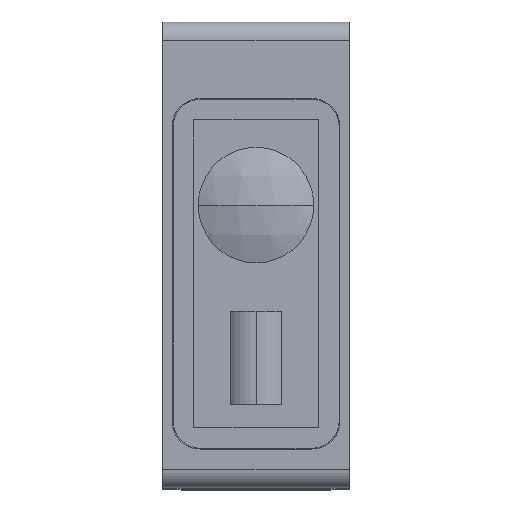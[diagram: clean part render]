
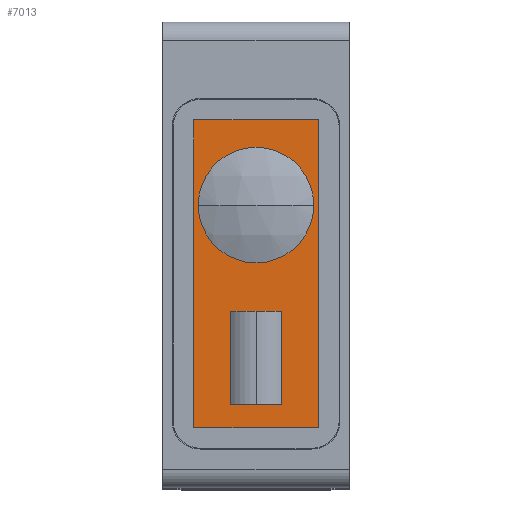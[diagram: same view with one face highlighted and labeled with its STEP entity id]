
A CAD part, top view. The second image highlights one B-rep face of the part: STEP entity #7013.
In plain terms, the highlighted planar face has unit normal (0, 0, 1).
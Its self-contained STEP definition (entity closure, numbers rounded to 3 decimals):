
#147 = DIRECTION ( 'NONE',  ( 0., 0., 1. ) ) ;
#653 = DIRECTION ( 'NONE',  ( 0., 1., 0. ) ) ;
#765 = AXIS2_PLACEMENT_3D ( 'NONE', #5481, #147, #6400 ) ;
#891 = VERTEX_POINT ( 'NONE', #11517 ) ;
#957 = DIRECTION ( 'NONE',  ( 0., 1., 0. ) ) ;
#1135 = PLANE ( 'NONE',  #7251 ) ;
#1367 = CARTESIAN_POINT ( 'NONE',  ( -2.762, -6.007, 23.4 ) ) ;
#1505 = DIRECTION ( 'NONE',  ( 0., 0., 1. ) ) ;
#1568 = ORIENTED_EDGE ( 'NONE', *, *, #11132, .T. ) ;
#1786 = VECTOR ( 'NONE', #10098, 1000. ) ;
#1790 = CARTESIAN_POINT ( 'NONE',  ( 2.762, -16.007, 23.4 ) ) ;
#1793 = ORIENTED_EDGE ( 'NONE', *, *, #11262, .F. ) ;
#1964 = FACE_BOUND ( 'NONE', #6550, .T. ) ;
#2192 = CARTESIAN_POINT ( 'NONE',  ( -6.68, 14.493, 23.4 ) ) ;
#2247 = VECTOR ( 'NONE', #5048, 1000. ) ;
#2363 = CARTESIAN_POINT ( 'NONE',  ( 0., 5.366, 23.4 ) ) ;
#2487 = CARTESIAN_POINT ( 'NONE',  ( -2.762, -16.007, 23.4 ) ) ;
#2725 = CIRCLE ( 'NONE', #3798, 6.196 ) ;
#2839 = VERTEX_POINT ( 'NONE', #2192 ) ;
#2992 = EDGE_CURVE ( 'NONE', #6137, #2839, #9166, .T. ) ;
#3074 = ORIENTED_EDGE ( 'NONE', *, *, #2992, .T. ) ;
#3124 = CARTESIAN_POINT ( 'NONE',  ( -6.68, -18.507, 23.4 ) ) ;
#3248 = DIRECTION ( 'NONE',  ( -1., 0., 0. ) ) ;
#3342 = DIRECTION ( 'NONE',  ( -1., 0., 0. ) ) ;
#3437 = DIRECTION ( 'NONE',  ( 0., -1., 0. ) ) ;
#3466 = VECTOR ( 'NONE', #4175, 1000. ) ;
#3545 = CARTESIAN_POINT ( 'NONE',  ( 6.72, 14.493, 23.4 ) ) ;
#3791 = EDGE_LOOP ( 'NONE', ( #4995, #8821, #6506, #11473 ) ) ;
#3798 = AXIS2_PLACEMENT_3D ( 'NONE', #2363, #8645, #3248 ) ;
#4145 = VECTOR ( 'NONE', #3342, 1000. ) ;
#4175 = DIRECTION ( 'NONE',  ( 1., 0., 0. ) ) ;
#4344 = FACE_OUTER_BOUND ( 'NONE', #5492, .T. ) ;
#4995 = ORIENTED_EDGE ( 'NONE', *, *, #7843, .F. ) ;
#5015 = VERTEX_POINT ( 'NONE', #2487 ) ;
#5048 = DIRECTION ( 'NONE',  ( -1., 0., 0. ) ) ;
#5418 = CARTESIAN_POINT ( 'NONE',  ( 2.762, -6.007, 23.4 ) ) ;
#5481 = CARTESIAN_POINT ( 'NONE',  ( 0., 5.366, 23.4 ) ) ;
#5492 = EDGE_LOOP ( 'NONE', ( #7578, #8767, #3074, #1568 ) ) ;
#5602 = CARTESIAN_POINT ( 'NONE',  ( -2.762, -6.007, 23.4 ) ) ;
#5845 = CIRCLE ( 'NONE', #765, 6.196 ) ;
#5923 = VERTEX_POINT ( 'NONE', #1367 ) ;
#6000 = CARTESIAN_POINT ( 'NONE',  ( 6.72, -18.507, 23.4 ) ) ;
#6076 = VERTEX_POINT ( 'NONE', #6987 ) ;
#6137 = VERTEX_POINT ( 'NONE', #3545 ) ;
#6400 = DIRECTION ( 'NONE',  ( -1., 0., 0. ) ) ;
#6506 = ORIENTED_EDGE ( 'NONE', *, *, #7999, .F. ) ;
#6550 = EDGE_LOOP ( 'NONE', ( #1793, #9844 ) ) ;
#6555 = VECTOR ( 'NONE', #9952, 1000. ) ;
#6882 = CARTESIAN_POINT ( 'NONE',  ( -6., -17.8, 23.4 ) ) ;
#6987 = CARTESIAN_POINT ( 'NONE',  ( 2.762, -6.007, 23.4 ) ) ;
#7005 = LINE ( 'NONE', #5418, #9116 ) ;
#7013 = ADVANCED_FACE ( 'NONE', ( #9159, #4344, #1964 ), #1135, .T. ) ;
#7251 = AXIS2_PLACEMENT_3D ( 'NONE', #6882, #1505, #7803 ) ;
#7552 = EDGE_CURVE ( 'NONE', #8866, #9763, #10371, .T. ) ;
#7578 = ORIENTED_EDGE ( 'NONE', *, *, #7552, .T. ) ;
#7803 = DIRECTION ( 'NONE',  ( 1., 0., 0. ) ) ;
#7843 = EDGE_CURVE ( 'NONE', #6076, #5923, #8965, .T. ) ;
#7999 = EDGE_CURVE ( 'NONE', #5015, #8905, #11303, .T. ) ;
#8394 = LINE ( 'NONE', #9798, #10807 ) ;
#8645 = DIRECTION ( 'NONE',  ( 0., 0., 1. ) ) ;
#8742 = CARTESIAN_POINT ( 'NONE',  ( 2.762, -6.007, 23.4 ) ) ;
#8767 = ORIENTED_EDGE ( 'NONE', *, *, #10499, .T. ) ;
#8821 = ORIENTED_EDGE ( 'NONE', *, *, #11206, .F. ) ;
#8866 = VERTEX_POINT ( 'NONE', #3124 ) ;
#8905 = VERTEX_POINT ( 'NONE', #11218 ) ;
#8965 = LINE ( 'NONE', #8742, #4145 ) ;
#8974 = LINE ( 'NONE', #5602, #1786 ) ;
#9054 = CARTESIAN_POINT ( 'NONE',  ( 6.72, -18.507, 23.4 ) ) ;
#9116 = VECTOR ( 'NONE', #957, 1000. ) ;
#9159 = FACE_BOUND ( 'NONE', #3791, .T. ) ;
#9166 = LINE ( 'NONE', #9558, #2247 ) ;
#9495 = EDGE_CURVE ( 'NONE', #891, #10832, #2725, .T. ) ;
#9558 = CARTESIAN_POINT ( 'NONE',  ( 6.72, 14.493, 23.4 ) ) ;
#9593 = CARTESIAN_POINT ( 'NONE',  ( -6.68, -18.507, 23.4 ) ) ;
#9763 = VERTEX_POINT ( 'NONE', #9054 ) ;
#9798 = CARTESIAN_POINT ( 'NONE',  ( -6.68, 14.493, 23.4 ) ) ;
#9844 = ORIENTED_EDGE ( 'NONE', *, *, #9495, .F. ) ;
#9870 = LINE ( 'NONE', #6000, #10416 ) ;
#9952 = DIRECTION ( 'NONE',  ( 1., 0., 0. ) ) ;
#10098 = DIRECTION ( 'NONE',  ( 0., -1., 0. ) ) ;
#10371 = LINE ( 'NONE', #9593, #3466 ) ;
#10416 = VECTOR ( 'NONE', #653, 1000. ) ;
#10499 = EDGE_CURVE ( 'NONE', #9763, #6137, #9870, .T. ) ;
#10807 = VECTOR ( 'NONE', #3437, 1000. ) ;
#10832 = VERTEX_POINT ( 'NONE', #11111 ) ;
#11111 = CARTESIAN_POINT ( 'NONE',  ( -6.196, 5.366, 23.4 ) ) ;
#11132 = EDGE_CURVE ( 'NONE', #2839, #8866, #8394, .T. ) ;
#11206 = EDGE_CURVE ( 'NONE', #8905, #6076, #7005, .T. ) ;
#11218 = CARTESIAN_POINT ( 'NONE',  ( 2.762, -16.007, 23.4 ) ) ;
#11262 = EDGE_CURVE ( 'NONE', #10832, #891, #5845, .T. ) ;
#11303 = LINE ( 'NONE', #1790, #6555 ) ;
#11354 = EDGE_CURVE ( 'NONE', #5923, #5015, #8974, .T. ) ;
#11473 = ORIENTED_EDGE ( 'NONE', *, *, #11354, .F. ) ;
#11517 = CARTESIAN_POINT ( 'NONE',  ( 6.196, 5.366, 23.4 ) ) ;
